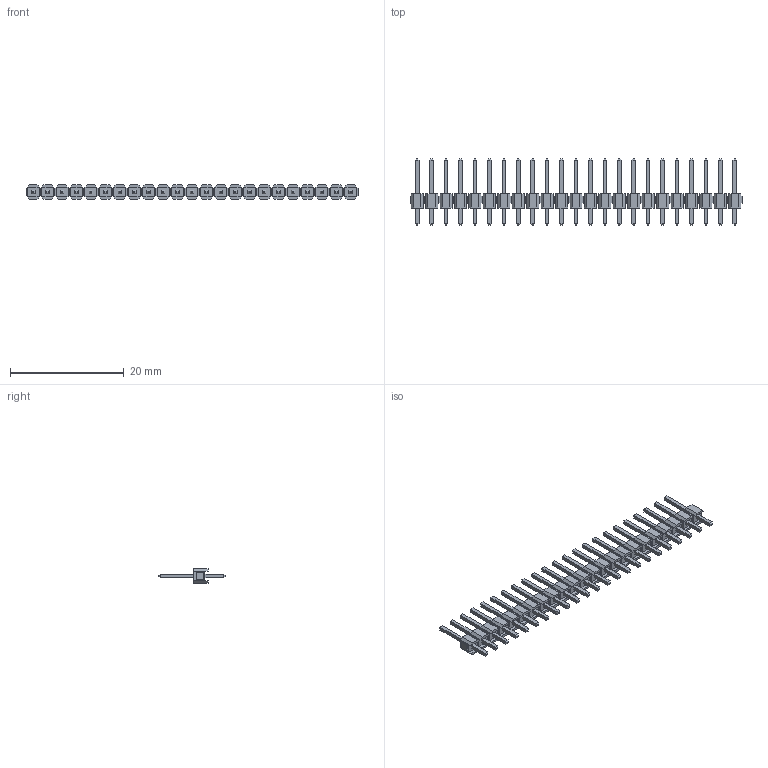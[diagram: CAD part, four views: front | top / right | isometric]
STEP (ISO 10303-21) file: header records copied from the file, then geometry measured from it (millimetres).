
FILE_DESCRIPTION (( 'STEP AP214' ), '1' );
FILE_NAME ('PLS-23.STEP', '2019-06-30T19:19:30', ( '' ), ( '' ), 'SwSTEP 2.0', 'SolidWorks 2018', '' );
FILE_SCHEMA (( 'AUTOMOTIVE_DESIGN' ));
Length unit declared in the file: millimetre
Products named in the file (1): PLS-23
Bounding box: 58.42 x 11.64 x 2.54 mm (x, y, z)
Volume: 354.1 mm3; surface area: 1331.2 mm2
Topology: 23 solids, 23 shells, 966 faces, 2208 edges, 1380 vertices
Faces by surface type: plane 966
Entity records: 37082 total; most frequent: CARTESIAN_POINT 4555, ORIENTED_EDGE 4416, DIRECTION 4142, VECTOR 2208, EDGE_CURVE 2208, LINE 2208, VERTEX_POINT 1380, EDGE_LOOP 1058
